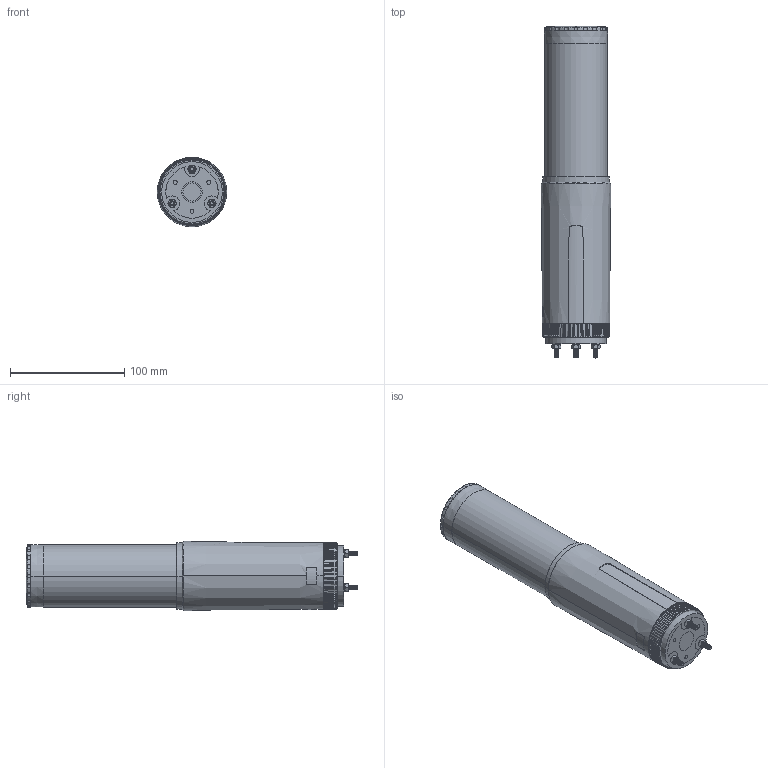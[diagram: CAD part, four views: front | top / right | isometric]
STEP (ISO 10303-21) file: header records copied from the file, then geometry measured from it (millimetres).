
FILE_DESCRIPTION((''),'2;1');
FILE_NAME('M4C-STP_ASM','2017-07-13T',('RD'),(''),'CREO PARAMETRIC BY PTC INC, 2015380','CREO PARAMETRIC BY PTC INC, 2015380','');
FILE_SCHEMA(('CONFIG_CONTROL_DESIGN'));
Products named in the file (18): M4C-01_-_139_1; M4C-020_26_1; M4C-03_-_18_1; M4C-04_-_70_1; M4C-05_-_6_1; M4C-016_-_27_1; M4C-07_-6_1_1; M4C-08_-_100_1; M4C-10_-_2_1; M4C-11_-_2_1; DRIVER_PCB_-_3_1; M4C-14_-_2_1; M4C-15_-_4_1; M4C-18_3_1; MM4C-DZJT_20_1; M4C_ASM_1_ASM_1_ASM; M4C_ASM_ASM_1_ASM; M4C-STP_ASM
Assembly tree (22 placements, depth 4):
  M4C-STP_ASM
    M4C_ASM_ASM_1_ASM
      M4C_ASM_1_ASM_1_ASM
        M4C-01_-_139_1
        M4C-020_26_1
        M4C-03_-_18_1
        M4C-04_-_70_1
        M4C-05_-_6_1
        M4C-016_-_27_1
        M4C-07_-6_1_1
        M4C-08_-_100_1
        M4C-10_-_2_1
        M4C-11_-_2_1
        DRIVER_PCB_-_3_1
        M4C-14_-_2_1  x2
        M4C-15_-_4_1  x3
        M4C-18_3_1  x3
        MM4C-DZJT_20_1
Bounding box: 60.99 x 291.18 x 60.99 mm (x, y, z)
Volume: 634412.9 mm3; surface area: 159068.4 mm2
Topology: 20 solids, 20 shells, 1102 faces, 3036 edges, 2013 vertices
Faces by surface type: cylinder 402, plane 285, cone 269, bspline 109, torus 35, sphere 2
Entity records: 49570 total; most frequent: CARTESIAN_POINT 28078, ORIENTED_EDGE 4682, DIRECTION 4212, EDGE_CURVE 2341, AXIS2_PLACEMENT_3D 1724, VERTEX_POINT 1559, EDGE_LOOP 914, CIRCLE 867
